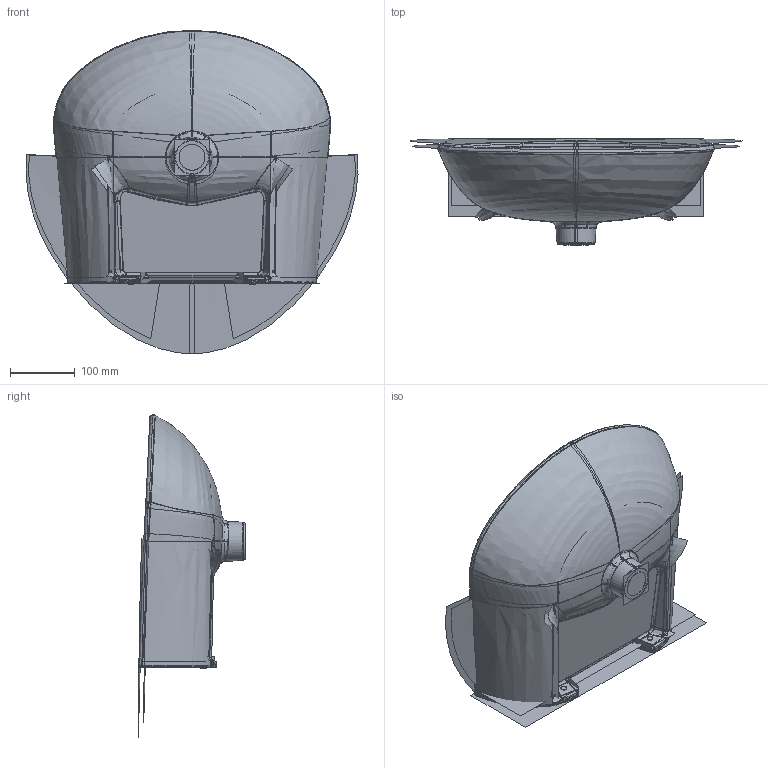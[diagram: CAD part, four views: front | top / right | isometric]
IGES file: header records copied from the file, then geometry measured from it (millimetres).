
Start section:  PTC IGES file: L283V.igs
Global section: file name: L283V.igs; native system: Creo Parametric by PTC Inc.; preprocessor: 2020454; author: 11016076; organization: Unknown; date: 20220719.115555; units: millimetre
Bounding box: 512.45 x 165.55 x 499.47 mm (x, y, z)
Surface area: 1591999.1 mm2 (no closed solid volume)
Topology: 0 solids, 0 shells, 338 faces, 4485 edges, 5804 vertices
Faces by surface type: bspline 264, revolution 74
